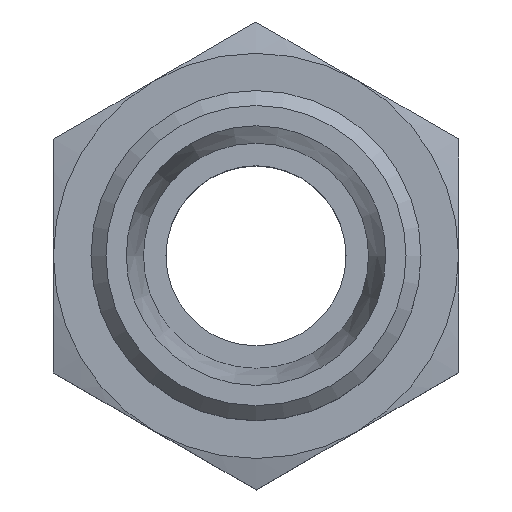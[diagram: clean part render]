
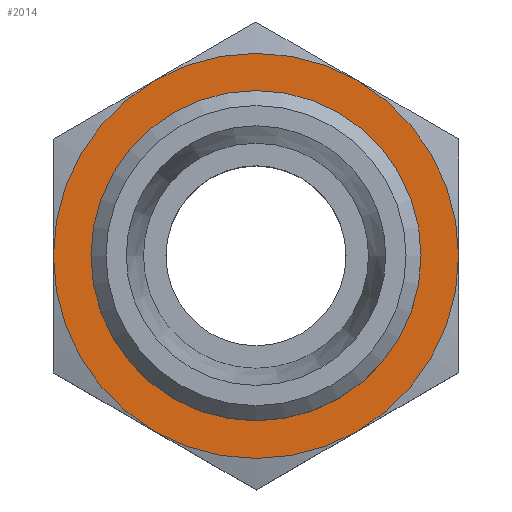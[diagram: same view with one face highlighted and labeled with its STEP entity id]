
A CAD part, top view. The second image highlights one B-rep face of the part: STEP entity #2014.
In plain terms, the highlighted planar face has unit normal (0, 0, 1).
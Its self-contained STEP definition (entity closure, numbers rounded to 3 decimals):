
#1355=CARTESIAN_POINT('',(8.065,7.598,19.));
#1356=VERTEX_POINT('',#1355);
#1370=CARTESIAN_POINT('',(8.065,7.59,19.));
#1371=VERTEX_POINT('',#1370);
#1372=CARTESIAN_POINT('',(8.065,7.598,19.));
#1373=DIRECTION('',(0.001,-1.,0.0));
#1374=VECTOR('',#1373,0.008);
#1375=LINE('',#1372,#1374);
#1376=EDGE_CURVE('',#1356,#1371,#1375,.T.);
#1436=CARTESIAN_POINT('',(1.309,19.285,19.));
#1437=VERTEX_POINT('',#1436);
#1483=CARTESIAN_POINT('',(-12.191,19.277,19.));
#1484=VERTEX_POINT('',#1483);
#1780=CARTESIAN_POINT('',(-18.935,7.582,19.));
#1781=VERTEX_POINT('',#1780);
#1839=CARTESIAN_POINT('',(-5.435,7.59,19.));
#1840=DIRECTION('',(0.0,0.0,1.0));
#1841=DIRECTION('',(-1.0,0.0,0.0));
#1842=AXIS2_PLACEMENT_3D('',#1839,#1840,#1841);
#1843=CIRCLE('',#1842,13.5);
#1844=EDGE_CURVE('',#1356,#1437,#1843,.T.);
#1855=CARTESIAN_POINT('',(1.322,-4.097,19.));
#1856=VERTEX_POINT('',#1855);
#1871=CARTESIAN_POINT('',(-5.435,7.59,19.));
#1872=DIRECTION('',(0.0,0.0,1.0));
#1873=DIRECTION('',(-1.0,0.0,0.0));
#1874=AXIS2_PLACEMENT_3D('',#1871,#1872,#1873);
#1875=CIRCLE('',#1874,13.5);
#1876=EDGE_CURVE('',#1856,#1371,#1875,.T.);
#1887=CARTESIAN_POINT('',(-5.435,7.59,19.));
#1888=DIRECTION('',(0.0,0.0,1.0));
#1889=DIRECTION('',(-1.0,0.0,0.0));
#1890=AXIS2_PLACEMENT_3D('',#1887,#1888,#1889);
#1891=CIRCLE('',#1890,13.5);
#1892=EDGE_CURVE('',#1437,#1484,#1891,.T.);
#1905=CARTESIAN_POINT('',(-12.178,-4.105,19.));
#1906=VERTEX_POINT('',#1905);
#1933=CARTESIAN_POINT('',(-5.435,7.59,19.));
#1934=DIRECTION('',(0.0,0.0,1.0));
#1935=DIRECTION('',(-1.0,0.0,0.0));
#1936=AXIS2_PLACEMENT_3D('',#1933,#1934,#1935);
#1937=CIRCLE('',#1936,13.5);
#1938=EDGE_CURVE('',#1906,#1856,#1937,.T.);
#1949=CARTESIAN_POINT('',(-5.435,7.59,19.));
#1950=DIRECTION('',(0.0,0.0,1.0));
#1951=DIRECTION('',(-1.0,0.0,0.0));
#1952=AXIS2_PLACEMENT_3D('',#1949,#1950,#1951);
#1953=CIRCLE('',#1952,13.5);
#1954=EDGE_CURVE('',#1484,#1781,#1953,.T.);
#1979=CARTESIAN_POINT('',(-5.435,7.59,19.));
#1980=DIRECTION('',(0.0,0.0,1.0));
#1981=DIRECTION('',(-1.0,0.0,0.0));
#1982=AXIS2_PLACEMENT_3D('',#1979,#1980,#1981);
#1983=CIRCLE('',#1982,13.5);
#1984=EDGE_CURVE('',#1781,#1906,#1983,.T.);
#1989=CARTESIAN_POINT('',(-5.435,7.59,19.));
#1990=DIRECTION('',(0.0,0.0,1.0));
#1991=DIRECTION('',(1.0,0.0,0.0));
#1992=AXIS2_PLACEMENT_3D('',#1989,#1990,#1991);
#1993=PLANE('',#1992);
#1994=ORIENTED_EDGE('',*,*,#1844,.T.);
#1995=ORIENTED_EDGE('',*,*,#1892,.T.);
#1996=ORIENTED_EDGE('',*,*,#1954,.T.);
#1997=ORIENTED_EDGE('',*,*,#1984,.T.);
#1998=ORIENTED_EDGE('',*,*,#1938,.T.);
#1999=ORIENTED_EDGE('',*,*,#1876,.T.);
#2000=ORIENTED_EDGE('',*,*,#1376,.F.);
#2001=EDGE_LOOP('',(#1994,#1995,#1996,#1997,#1998,#1999,#2000));
#2002=FACE_OUTER_BOUND('',#2001,.T.);
#2003=CARTESIAN_POINT('',(5.415,7.59,19.));
#2004=VERTEX_POINT('',#2003);
#2005=CARTESIAN_POINT('',(-5.435,7.59,19.));
#2006=DIRECTION('',(0.0,0.0,1.0));
#2007=DIRECTION('',(-1.0,0.0,0.0));
#2008=AXIS2_PLACEMENT_3D('',#2005,#2006,#2007);
#2009=CIRCLE('',#2008,10.85);
#2010=EDGE_CURVE('',#2004,#2004,#2009,.T.);
#2011=ORIENTED_EDGE('',*,*,#2010,.F.);
#2012=EDGE_LOOP('',(#2011));
#2013=FACE_BOUND('',#2012,.T.);
#2014=ADVANCED_FACE('',(#2002,#2013),#1993,.T.);
